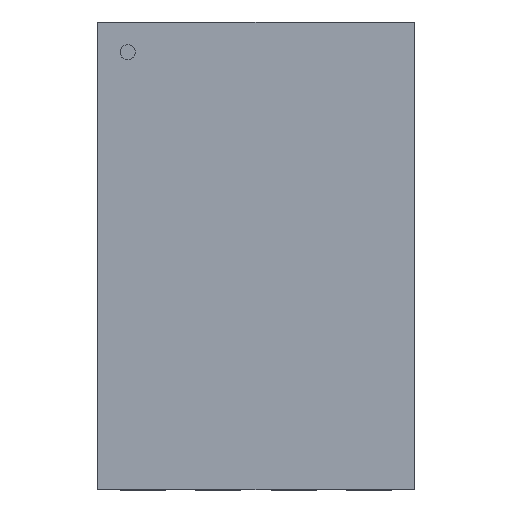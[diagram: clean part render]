
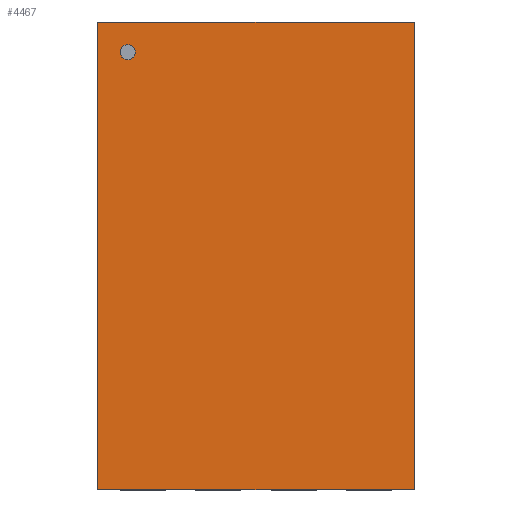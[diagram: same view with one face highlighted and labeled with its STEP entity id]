
A CAD part, top view. The second image highlights one B-rep face of the part: STEP entity #4467.
In plain terms, the highlighted planar face has unit normal (0, 0, 1).
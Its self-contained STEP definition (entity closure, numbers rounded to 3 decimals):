
#29 = CARTESIAN_POINT ( 'NONE',  ( 0., 0., 1.05 ) ) ;
#30 = EDGE_CURVE ( 'NONE', #5118, #5123, #2409, .T. ) ;
#49 = VECTOR ( 'NONE', #2057, 1000. ) ;
#255 = CARTESIAN_POINT ( 'NONE',  ( -1.05, 0., 1.05 ) ) ;
#327 = CIRCLE ( 'NONE', #3772, 0.05 ) ;
#387 = CARTESIAN_POINT ( 'NONE',  ( 1.05, 1.55, 1.05 ) ) ;
#438 = EDGE_CURVE ( 'NONE', #2639, #5118, #3668, .T. ) ;
#496 = VECTOR ( 'NONE', #1504, 1000. ) ;
#769 = CARTESIAN_POINT ( 'NONE',  ( -0.85, 1.35, 1.05 ) ) ;
#922 = PLANE ( 'NONE',  #2112 ) ;
#965 = ORIENTED_EDGE ( 'NONE', *, *, #30, .T. ) ;
#1160 = EDGE_CURVE ( 'NONE', #4517, #2639, #2232, .T. ) ;
#1307 = DIRECTION ( 'NONE',  ( 0., 1., 0. ) ) ;
#1376 = DIRECTION ( 'NONE',  ( 1., 0., 0. ) ) ;
#1502 = CARTESIAN_POINT ( 'NONE',  ( 0., 1.55, 1.05 ) ) ;
#1504 = DIRECTION ( 'NONE',  ( 1., 0., 0. ) ) ;
#1536 = DIRECTION ( 'NONE',  ( 0., 0., -1. ) ) ;
#1735 = ORIENTED_EDGE ( 'NONE', *, *, #5254, .T. ) ;
#1985 = LINE ( 'NONE', #2831, #496 ) ;
#2033 = CARTESIAN_POINT ( 'NONE',  ( -0.85, 1.35, 1.05 ) ) ;
#2057 = DIRECTION ( 'NONE',  ( 0., -1., 0. ) ) ;
#2112 = AXIS2_PLACEMENT_3D ( 'NONE', #29, #3838, #1376 ) ;
#2162 = CARTESIAN_POINT ( 'NONE',  ( -1.05, -1.55, 1.05 ) ) ;
#2230 = EDGE_CURVE ( 'NONE', #3363, #3677, #327, .T. ) ;
#2232 = LINE ( 'NONE', #3856, #4422 ) ;
#2246 = FACE_OUTER_BOUND ( 'NONE', #4064, .T. ) ;
#2409 = LINE ( 'NONE', #255, #49 ) ;
#2478 = DIRECTION ( 'NONE',  ( 1., 0., 0. ) ) ;
#2639 = VERTEX_POINT ( 'NONE', #387 ) ;
#2831 = CARTESIAN_POINT ( 'NONE',  ( 0., -1.55, 1.05 ) ) ;
#2899 = DIRECTION ( 'NONE',  ( 0., 0., -1. ) ) ;
#3166 = ORIENTED_EDGE ( 'NONE', *, *, #2230, .T. ) ;
#3338 = ORIENTED_EDGE ( 'NONE', *, *, #438, .T. ) ;
#3363 = VERTEX_POINT ( 'NONE', #4353 ) ;
#3481 = FACE_BOUND ( 'NONE', #5162, .T. ) ;
#3572 = CARTESIAN_POINT ( 'NONE',  ( -0.9, 1.35, 1.05 ) ) ;
#3636 = ORIENTED_EDGE ( 'NONE', *, *, #3816, .T. ) ;
#3668 = LINE ( 'NONE', #1502, #4187 ) ;
#3677 = VERTEX_POINT ( 'NONE', #3572 ) ;
#3772 = AXIS2_PLACEMENT_3D ( 'NONE', #769, #2899, #4919 ) ;
#3793 = CARTESIAN_POINT ( 'NONE',  ( -1.05, 1.55, 1.05 ) ) ;
#3816 = EDGE_CURVE ( 'NONE', #3677, #3363, #3933, .T. ) ;
#3838 = DIRECTION ( 'NONE',  ( 0., 0., 1. ) ) ;
#3856 = CARTESIAN_POINT ( 'NONE',  ( 1.05, 0., 1.05 ) ) ;
#3933 = CIRCLE ( 'NONE', #4021, 0.05 ) ;
#3982 = CARTESIAN_POINT ( 'NONE',  ( 1.05, -1.55, 1.05 ) ) ;
#4021 = AXIS2_PLACEMENT_3D ( 'NONE', #2033, #1536, #2478 ) ;
#4032 = ORIENTED_EDGE ( 'NONE', *, *, #1160, .T. ) ;
#4064 = EDGE_LOOP ( 'NONE', ( #1735, #4032, #3338, #965 ) ) ;
#4071 = DIRECTION ( 'NONE',  ( -1., 0., 0. ) ) ;
#4187 = VECTOR ( 'NONE', #4071, 1000. ) ;
#4353 = CARTESIAN_POINT ( 'NONE',  ( -0.8, 1.35, 1.05 ) ) ;
#4422 = VECTOR ( 'NONE', #1307, 1000. ) ;
#4467 = ADVANCED_FACE ( 'NONE', ( #2246, #3481 ), #922, .T. ) ;
#4517 = VERTEX_POINT ( 'NONE', #3982 ) ;
#4919 = DIRECTION ( 'NONE',  ( 1., 0., 0. ) ) ;
#5118 = VERTEX_POINT ( 'NONE', #3793 ) ;
#5123 = VERTEX_POINT ( 'NONE', #2162 ) ;
#5162 = EDGE_LOOP ( 'NONE', ( #3166, #3636 ) ) ;
#5254 = EDGE_CURVE ( 'NONE', #5123, #4517, #1985, .T. ) ;
